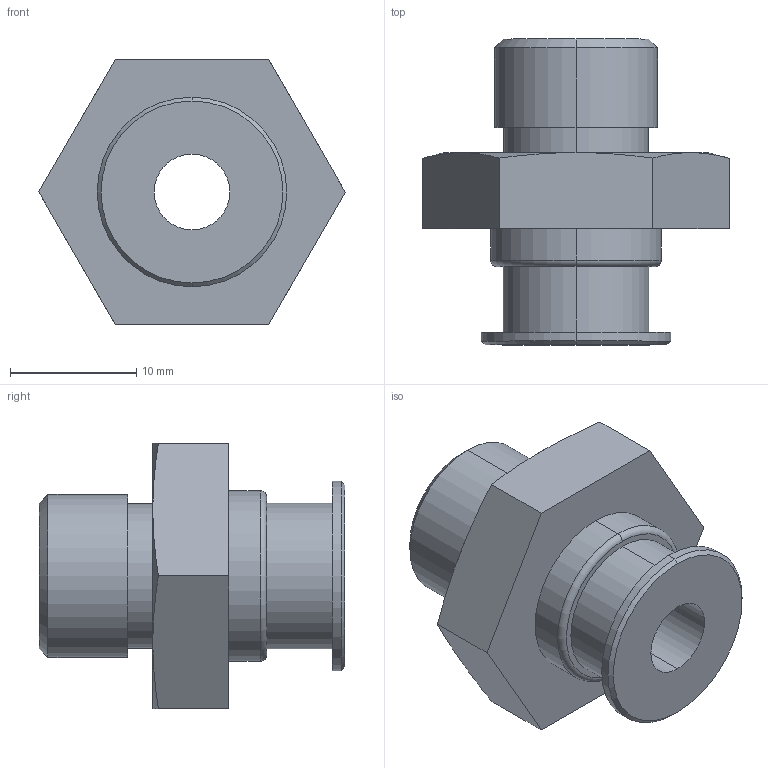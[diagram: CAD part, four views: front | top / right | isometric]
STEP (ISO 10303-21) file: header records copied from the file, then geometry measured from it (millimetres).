
FILE_DESCRIPTION(('STEP AP214'),'1');
FILE_NAME('COVAL_IM14P5.stp','2017-12-28T08:28:37',('TraceParts'),('TraceParts S.A.'),'Spatial InterOp 3D',' ',' ');
FILE_SCHEMA(('automotive_design'));
Length unit declared in the file: millimetre
Products named in the file (1): COVAL_IM14P5
Bounding box: 24.25 x 24.2 x 21.01 mm (x, y, z)
Volume: 3786.8 mm3; surface area: 2550.6 mm2
Topology: 1 solids, 1 shells, 40 faces, 86 edges, 54 vertices
Faces by surface type: cylinder 14, plane 14, cone 10, torus 2
Entity records: 1151 total; most frequent: CARTESIAN_POINT 246, DIRECTION 198, ORIENTED_EDGE 172, EDGE_CURVE 86, AXIS2_PLACEMENT_3D 84, VERTEX_POINT 54, EDGE_LOOP 48, CIRCLE 43
